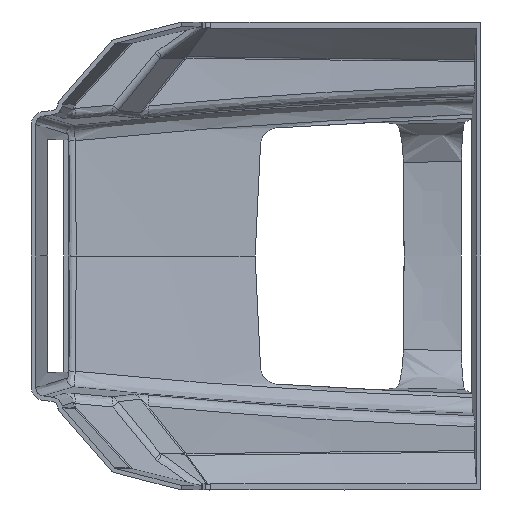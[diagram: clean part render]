
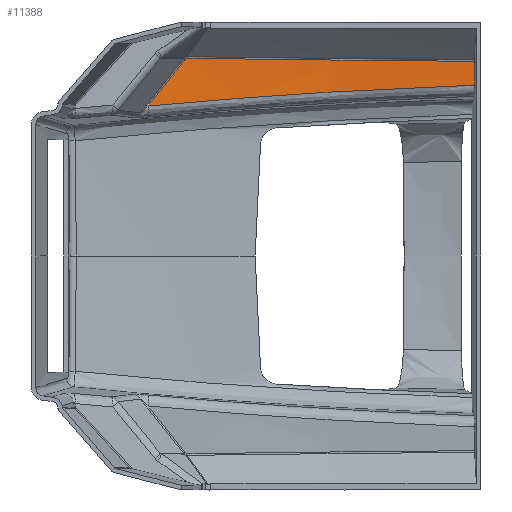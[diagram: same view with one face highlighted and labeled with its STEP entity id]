
A CAD part, front view. The second image highlights one B-rep face of the part: STEP entity #11388.
In plain terms, the highlighted free-form (B-spline) face has degree [3, 3] with [4, 7] control points.
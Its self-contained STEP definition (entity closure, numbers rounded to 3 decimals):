
#66 = ORIENTED_EDGE ( 'NONE', *, *, #11836, .F. ) ;
#164 = EDGE_LOOP ( 'NONE', ( #66, #4577, #5386, #10295, #7612 ) ) ;
#590 = CARTESIAN_POINT ( 'NONE',  ( 37.243, 31.43, 45.331 ) ) ;
#847 = CARTESIAN_POINT ( 'NONE',  ( 66.304, 34.229, 38.271 ) ) ;
#885 = CARTESIAN_POINT ( 'NONE',  ( 79.017, 35.51, 45.7 ) ) ;
#928 = B_SPLINE_CURVE_WITH_KNOTS ( 'NONE', 3,
 ( #1505, #12159, #1591, #8403, #2570, #9395, #3538, #10328 ),
 .UNSPECIFIED., .F., .F.,
 ( 4, 2, 2, 4 ),
 ( 0., 0.019, 0.038, 0.076 ),
 .UNSPECIFIED. ) ;
#978 = EDGE_CURVE ( 'NONE', #6815, #2245, #7998, .T. ) ;
#981 = VERTEX_POINT ( 'NONE', #11095 ) ;
#1505 = CARTESIAN_POINT ( 'NONE',  ( 104.063, 36.094, 39.442 ) ) ;
#1591 = CARTESIAN_POINT ( 'NONE',  ( 91.441, 35.766, 38.951 ) ) ;
#1772 = VERTEX_POINT ( 'NONE', #3373 ) ;
#1838 = CARTESIAN_POINT ( 'NONE',  ( 40.905, 31.787, 38.27 ) ) ;
#1879 = CARTESIAN_POINT ( 'NONE',  ( 53.59, 33.477, 45.7 ) ) ;
#2082 = EDGE_CURVE ( 'NONE', #1772, #2245, #9872, .T. ) ;
#2245 = VERTEX_POINT ( 'NONE', #7965 ) ;
#2563 = CARTESIAN_POINT ( 'NONE',  ( 28.732, 29.899, 34.624 ) ) ;
#2570 = CARTESIAN_POINT ( 'NONE',  ( 72.541, 34.723, 37.969 ) ) ;
#2793 = CARTESIAN_POINT ( 'NONE',  ( 104.517, 35.951, 34.558 ) ) ;
#2828 = CARTESIAN_POINT ( 'NONE',  ( 104.517, 36.179, 41.985 ) ) ;
#2869 = CARTESIAN_POINT ( 'NONE',  ( 28.283, 30.206, 45.699 ) ) ;
#2996 = B_SPLINE_SURFACE_WITH_KNOTS ( 'NONE', 3, 3, ( 
 ( #2793, #12360, #9606, #3757, #10530, #4753, #11471 ),
 ( #5671, #12399, #6653, #847, #7656, #1838, #8665 ),
 ( #2828, #9645, #3799, #10569, #4791, #11515, #5711 ),
 ( #12437, #6699, #885, #7701, #1879, #8708, #2869 ) ),
 .UNSPECIFIED., .F., .F., .F.,
 ( 4, 4 ),
 ( 4, 3, 4 ),
 ( 0.202, 0.712 ),
 ( 0.122, 0.535, 0.947 ),
 .UNSPECIFIED. ) ;
#3068 = CARTESIAN_POINT ( 'NONE',  ( 37.518, 31.473, 45.533 ) ) ;
#3373 = CARTESIAN_POINT ( 'NONE',  ( 37.655, 31.495, 45.633 ) ) ;
#3453 = CARTESIAN_POINT ( 'NONE',  ( 31.571, 30.417, 38.19 ) ) ;
#3538 = CARTESIAN_POINT ( 'NONE',  ( 41.182, 31.744, 35.786 ) ) ;
#3757 = CARTESIAN_POINT ( 'NONE',  ( 66.304, 34.12, 34.558 ) ) ;
#3799 = CARTESIAN_POINT ( 'NONE',  ( 79.017, 35.364, 41.985 ) ) ;
#3906 = CARTESIAN_POINT ( 'NONE',  ( 37.243, 31.43, 45.331 ) ) ;
#4520 = B_SPLINE_CURVE_WITH_KNOTS ( 'NONE', 3,
 ( #5431, #3453, #6376, #590 ),
 .UNSPECIFIED., .F., .F.,
 ( 4, 4 ),
 ( 0., 0.014 ),
 .UNSPECIFIED. ) ;
#4577 = ORIENTED_EDGE ( 'NONE', *, *, #10281, .F. ) ;
#4753 = CARTESIAN_POINT ( 'NONE',  ( 40.905, 31.677, 34.558 ) ) ;
#4791 = CARTESIAN_POINT ( 'NONE',  ( 53.59, 33.331, 41.985 ) ) ;
#5386 = ORIENTED_EDGE ( 'NONE', *, *, #7422, .F. ) ;
#5431 = CARTESIAN_POINT ( 'NONE',  ( 28.732, 29.899, 34.624 ) ) ;
#5671 = CARTESIAN_POINT ( 'NONE',  ( 104.517, 36.061, 38.271 ) ) ;
#5711 = CARTESIAN_POINT ( 'NONE',  ( 28.283, 30.06, 41.985 ) ) ;
#6376 = CARTESIAN_POINT ( 'NONE',  ( 34.406, 30.922, 41.762 ) ) ;
#6653 = CARTESIAN_POINT ( 'NONE',  ( 79.017, 35.246, 38.271 ) ) ;
#6699 = CARTESIAN_POINT ( 'NONE',  ( 91.764, 36.119, 45.7 ) ) ;
#6815 = VERTEX_POINT ( 'NONE', #8127 ) ;
#7422 = EDGE_CURVE ( 'NONE', #6815, #9460, #928, .T. ) ;
#7612 = ORIENTED_EDGE ( 'NONE', *, *, #2082, .F. ) ;
#7656 = CARTESIAN_POINT ( 'NONE',  ( 53.59, 33.213, 38.271 ) ) ;
#7701 = CARTESIAN_POINT ( 'NONE',  ( 66.304, 34.494, 45.7 ) ) ;
#7965 = CARTESIAN_POINT ( 'NONE',  ( 104.053, 36.287, 44.936 ) ) ;
#7998 = B_SPLINE_CURVE_WITH_KNOTS ( 'NONE', 3,
 ( #11123, #11137, #11169, #11115 ),
 .UNSPECIFIED., .F., .F.,
 ( 4, 4 ),
 ( 0., 0.005 ),
 .UNSPECIFIED. ) ;
#8127 = CARTESIAN_POINT ( 'NONE',  ( 104.063, 36.094, 39.442 ) ) ;
#8403 = CARTESIAN_POINT ( 'NONE',  ( 78.838, 35.138, 38.328 ) ) ;
#8665 = CARTESIAN_POINT ( 'NONE',  ( 28.283, 29.942, 38.27 ) ) ;
#8708 = CARTESIAN_POINT ( 'NONE',  ( 40.905, 32.051, 45.699 ) ) ;
#9395 = CARTESIAN_POINT ( 'NONE',  ( 53.691, 33.176, 36.765 ) ) ;
#9460 = VERTEX_POINT ( 'NONE', #2563 ) ;
#9606 = CARTESIAN_POINT ( 'NONE',  ( 79.017, 35.137, 34.558 ) ) ;
#9645 = CARTESIAN_POINT ( 'NONE',  ( 91.764, 35.973, 41.985 ) ) ;
#9697 = B_SPLINE_CURVE_WITH_KNOTS ( 'NONE', 3,
 ( #3906, #11698, #3068, #9859 ),
 .UNSPECIFIED., .F., .F.,
 ( 4, 4 ),
 ( 0., 0.001 ),
 .UNSPECIFIED. ) ;
#9859 = CARTESIAN_POINT ( 'NONE',  ( 37.655, 31.495, 45.633 ) ) ;
#9872 = B_SPLINE_CURVE_WITH_KNOTS ( 'NONE', 3,
 ( #11211, #11160, #11150, #11134, #11106, #11093, #11070, #11064 ),
 .UNSPECIFIED., .F., .F.,
 ( 4, 2, 2, 4 ),
 ( 0., 0.033, 0.05, 0.067 ),
 .UNSPECIFIED. ) ;
#10281 = EDGE_CURVE ( 'NONE', #9460, #981, #4520, .T. ) ;
#10295 = ORIENTED_EDGE ( 'NONE', *, *, #978, .T. ) ;
#10328 = CARTESIAN_POINT ( 'NONE',  ( 28.732, 29.899, 34.624 ) ) ;
#10530 = CARTESIAN_POINT ( 'NONE',  ( 53.59, 33.103, 34.558 ) ) ;
#10569 = CARTESIAN_POINT ( 'NONE',  ( 66.304, 34.348, 41.985 ) ) ;
#11064 = CARTESIAN_POINT ( 'NONE',  ( 104.053, 36.287, 44.936 ) ) ;
#11070 = CARTESIAN_POINT ( 'NONE',  ( 98.502, 36.195, 44.978 ) ) ;
#11093 = CARTESIAN_POINT ( 'NONE',  ( 92.955, 36.027, 45.026 ) ) ;
#11095 = CARTESIAN_POINT ( 'NONE',  ( 37.243, 31.43, 45.331 ) ) ;
#11106 = CARTESIAN_POINT ( 'NONE',  ( 81.865, 35.537, 45.129 ) ) ;
#11115 = CARTESIAN_POINT ( 'NONE',  ( 104.053, 36.287, 44.936 ) ) ;
#11123 = CARTESIAN_POINT ( 'NONE',  ( 104.063, 36.094, 39.442 ) ) ;
#11134 = CARTESIAN_POINT ( 'NONE',  ( 76.323, 35.216, 45.184 ) ) ;
#11137 = CARTESIAN_POINT ( 'NONE',  ( 104.06, 36.154, 41.273 ) ) ;
#11150 = CARTESIAN_POINT ( 'NONE',  ( 59.715, 34.02, 45.362 ) ) ;
#11160 = CARTESIAN_POINT ( 'NONE',  ( 48.666, 32.915, 45.493 ) ) ;
#11169 = CARTESIAN_POINT ( 'NONE',  ( 104.057, 36.217, 43.105 ) ) ;
#11211 = CARTESIAN_POINT ( 'NONE',  ( 37.655, 31.495, 45.633 ) ) ;
#11388 = ADVANCED_FACE ( 'NONE', ( #11739 ), #2996, .T. ) ;
#11471 = CARTESIAN_POINT ( 'NONE',  ( 28.283, 29.832, 34.557 ) ) ;
#11515 = CARTESIAN_POINT ( 'NONE',  ( 40.905, 31.905, 41.985 ) ) ;
#11698 = CARTESIAN_POINT ( 'NONE',  ( 37.381, 31.451, 45.432 ) ) ;
#11739 = FACE_OUTER_BOUND ( 'NONE', #164, .T. ) ;
#11836 = EDGE_CURVE ( 'NONE', #981, #1772, #9697, .T. ) ;
#12159 = CARTESIAN_POINT ( 'NONE',  ( 97.749, 35.98, 39.217 ) ) ;
#12360 = CARTESIAN_POINT ( 'NONE',  ( 91.764, 35.745, 34.558 ) ) ;
#12399 = CARTESIAN_POINT ( 'NONE',  ( 91.764, 35.855, 38.271 ) ) ;
#12437 = CARTESIAN_POINT ( 'NONE',  ( 104.517, 36.325, 45.7 ) ) ;
